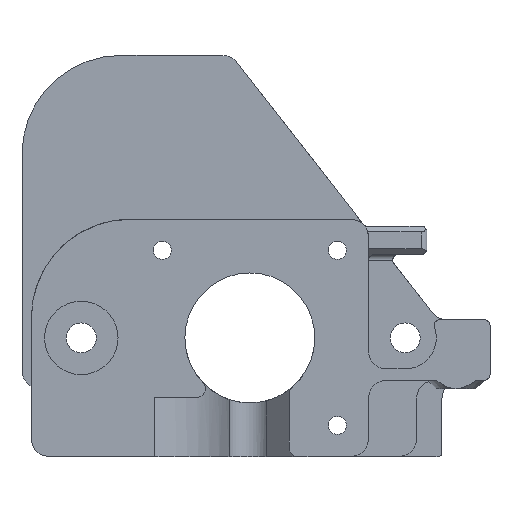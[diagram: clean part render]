
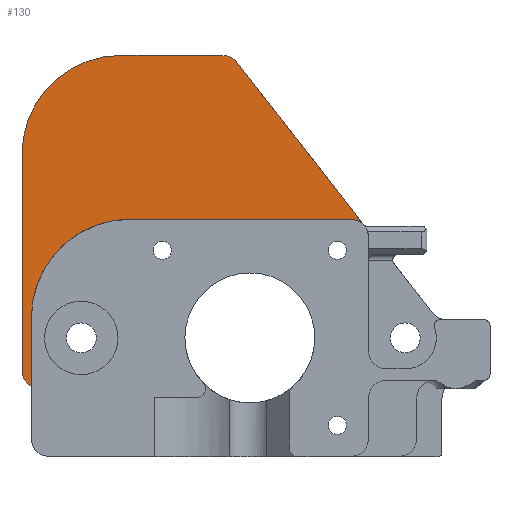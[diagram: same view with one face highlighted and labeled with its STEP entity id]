
A CAD part, front view. The second image highlights one B-rep face of the part: STEP entity #130.
In plain terms, the highlighted planar face has unit normal (0, -1, 0).
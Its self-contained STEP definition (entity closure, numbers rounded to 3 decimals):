
#57 = CARTESIAN_POINT ( 'NONE',  ( 30.314, 26., 141.061 ) ) ;
#66 = CARTESIAN_POINT ( 'NONE',  ( -25.234, 26., 115.2 ) ) ;
#130 = ADVANCED_FACE ( 'NONE', ( #5450 ), #7040, .F. ) ;
#272 = CARTESIAN_POINT ( 'NONE',  ( -30.084, 26., 104.85 ) ) ;
#328 = VECTOR ( 'NONE', #655, 1000. ) ;
#364 = AXIS2_PLACEMENT_3D ( 'NONE', #8404, #7086, #7713 ) ;
#386 = VERTEX_POINT ( 'NONE', #2630 ) ;
#397 = EDGE_CURVE ( 'NONE', #6717, #1856, #3866, .T. ) ;
#438 = CARTESIAN_POINT ( 'NONE',  ( -26.834, 26., 124.5 ) ) ;
#498 = VECTOR ( 'NONE', #6325, 1000. ) ;
#613 = EDGE_CURVE ( 'NONE', #1105, #4122, #8349, .T. ) ;
#655 = DIRECTION ( 'NONE',  ( 1., 0., 0. ) ) ;
#678 = AXIS2_PLACEMENT_3D ( 'NONE', #6387, #3151, #2575 ) ;
#819 = EDGE_CURVE ( 'NONE', #1389, #1856, #6507, .T. ) ;
#835 = DIRECTION ( 'NONE',  ( 0., 0., 1. ) ) ;
#974 = EDGE_CURVE ( 'NONE', #4122, #1389, #1208, .T. ) ;
#1003 = VERTEX_POINT ( 'NONE', #7334 ) ;
#1005 = CARTESIAN_POINT ( 'NONE',  ( 28.05, 26., 138.8 ) ) ;
#1013 = EDGE_CURVE ( 'NONE', #1003, #4736, #6703, .T. ) ;
#1105 = VERTEX_POINT ( 'NONE', #7501 ) ;
#1172 = DIRECTION ( 'NONE',  ( -1., 0., 0. ) ) ;
#1208 = CIRCLE ( 'NONE', #1996, 15.9 ) ;
#1285 = VERTEX_POINT ( 'NONE', #2737 ) ;
#1307 = CARTESIAN_POINT ( 'NONE',  ( -26.834, 26., 124.5 ) ) ;
#1350 = DIRECTION ( 'NONE',  ( 0., 1., 0. ) ) ;
#1389 = VERTEX_POINT ( 'NONE', #1307 ) ;
#1496 = CIRCLE ( 'NONE', #2967, 1. ) ;
#1550 = LINE ( 'NONE', #3332, #328 ) ;
#1647 = ORIENTED_EDGE ( 'NONE', *, *, #3798, .F. ) ;
#1656 = DIRECTION ( 'NONE',  ( 0., 0., 1. ) ) ;
#1682 = VECTOR ( 'NONE', #3494, 1000. ) ;
#1856 = VERTEX_POINT ( 'NONE', #6883 ) ;
#1958 = VERTEX_POINT ( 'NONE', #3344 ) ;
#1996 = AXIS2_PLACEMENT_3D ( 'NONE', #8030, #6093, #6754 ) ;
#2023 = DIRECTION ( 'NONE',  ( 0., 0., 1. ) ) ;
#2070 = VECTOR ( 'NONE', #2355, 1000. ) ;
#2117 = EDGE_CURVE ( 'NONE', #1285, #4614, #7655, .T. ) ;
#2133 = CARTESIAN_POINT ( 'NONE',  ( -12.584, 26., 170.99 ) ) ;
#2216 = EDGE_CURVE ( 'NONE', #6717, #5296, #4907, .T. ) ;
#2355 = DIRECTION ( 'NONE',  ( -1., 0., 0. ) ) ;
#2414 = ORIENTED_EDGE ( 'NONE', *, *, #5035, .T. ) ;
#2509 = ORIENTED_EDGE ( 'NONE', *, *, #1013, .F. ) ;
#2513 = VERTEX_POINT ( 'NONE', #57 ) ;
#2575 = DIRECTION ( 'NONE',  ( 0., 0., 1. ) ) ;
#2630 = CARTESIAN_POINT ( 'NONE',  ( 5.436, 26., 170.99 ) ) ;
#2661 = CIRCLE ( 'NONE', #7538, 3.2 ) ;
#2737 = CARTESIAN_POINT ( 'NONE',  ( 7.959, 26., 169.758 ) ) ;
#2756 = CARTESIAN_POINT ( 'NONE',  ( -12.584, 26., 153.49 ) ) ;
#2849 = ORIENTED_EDGE ( 'NONE', *, *, #4379, .F. ) ;
#2898 = CARTESIAN_POINT ( 'NONE',  ( -28.434, 26., 112. ) ) ;
#2967 = AXIS2_PLACEMENT_3D ( 'NONE', #7500, #7522, #5534 ) ;
#3151 = DIRECTION ( 'NONE',  ( 0., 1., 0. ) ) ;
#3252 = CARTESIAN_POINT ( 'NONE',  ( 30.411, 26., 140.976 ) ) ;
#3332 = CARTESIAN_POINT ( 'NONE',  ( 5.436, 26., 170.99 ) ) ;
#3344 = CARTESIAN_POINT ( 'NONE',  ( -30.084, 26., 115.2 ) ) ;
#3400 = DIRECTION ( 'NONE',  ( 0., 1., 0. ) ) ;
#3403 = LINE ( 'NONE', #272, #6719 ) ;
#3494 = DIRECTION ( 'NONE',  ( 0.615, 0., -0.788 ) ) ;
#3561 = VECTOR ( 'NONE', #4823, 1000. ) ;
#3697 = ORIENTED_EDGE ( 'NONE', *, *, #5263, .F. ) ;
#3793 = ORIENTED_EDGE ( 'NONE', *, *, #613, .F. ) ;
#3798 = EDGE_CURVE ( 'NONE', #1958, #1003, #3403, .T. ) ;
#3819 = CARTESIAN_POINT ( 'NONE',  ( -12.043, 26., 140.361 ) ) ;
#3866 = CIRCLE ( 'NONE', #7846, 3.2 ) ;
#3937 = ORIENTED_EDGE ( 'NONE', *, *, #2216, .F. ) ;
#3941 = ORIENTED_EDGE ( 'NONE', *, *, #8365, .T. ) ;
#4019 = AXIS2_PLACEMENT_3D ( 'NONE', #2756, #3400, #4050 ) ;
#4050 = DIRECTION ( 'NONE',  ( 0., 0., 1. ) ) ;
#4119 = VERTEX_POINT ( 'NONE', #5773 ) ;
#4122 = VERTEX_POINT ( 'NONE', #3819 ) ;
#4319 = CARTESIAN_POINT ( 'NONE',  ( 28.05, 26., 142. ) ) ;
#4379 = EDGE_CURVE ( 'NONE', #2513, #4119, #2661, .T. ) ;
#4445 = CIRCLE ( 'NONE', #364, 3.2 ) ;
#4513 = DIRECTION ( 'NONE',  ( 0., -1., 0. ) ) ;
#4614 = VERTEX_POINT ( 'NONE', #3252 ) ;
#4680 = ORIENTED_EDGE ( 'NONE', *, *, #397, .T. ) ;
#4736 = VERTEX_POINT ( 'NONE', #2133 ) ;
#4762 = CARTESIAN_POINT ( 'NONE',  ( 30.573, 26., 140.768 ) ) ;
#4823 = DIRECTION ( 'NONE',  ( -0.998, 0., -0.07 ) ) ;
#4907 = LINE ( 'NONE', #2898, #2070 ) ;
#5034 = EDGE_CURVE ( 'NONE', #4119, #1105, #5084, .T. ) ;
#5035 = EDGE_CURVE ( 'NONE', #1958, #5296, #7130, .T. ) ;
#5084 = LINE ( 'NONE', #4319, #7731 ) ;
#5112 = EDGE_CURVE ( 'NONE', #386, #1285, #4445, .T. ) ;
#5140 = ORIENTED_EDGE ( 'NONE', *, *, #5034, .F. ) ;
#5263 = EDGE_CURVE ( 'NONE', #4736, #386, #1550, .T. ) ;
#5296 = VERTEX_POINT ( 'NONE', #5369 ) ;
#5369 = CARTESIAN_POINT ( 'NONE',  ( -26.884, 26., 112. ) ) ;
#5450 = FACE_OUTER_BOUND ( 'NONE', #7140, .T. ) ;
#5464 = CARTESIAN_POINT ( 'NONE',  ( 37.531, 26., 143.828 ) ) ;
#5534 = DIRECTION ( 'NONE',  ( 0., 0., 1. ) ) ;
#5624 = DIRECTION ( 'NONE',  ( 0., -1., 0. ) ) ;
#5738 = DIRECTION ( 'NONE',  ( 0., 0., 1. ) ) ;
#5773 = CARTESIAN_POINT ( 'NONE',  ( 28.05, 26., 142. ) ) ;
#5927 = ORIENTED_EDGE ( 'NONE', *, *, #2117, .F. ) ;
#6093 = DIRECTION ( 'NONE',  ( 0., -1., 0. ) ) ;
#6325 = DIRECTION ( 'NONE',  ( 0., 0., -1. ) ) ;
#6387 = CARTESIAN_POINT ( 'NONE',  ( -25.234, 26., 104.85 ) ) ;
#6507 = LINE ( 'NONE', #438, #498 ) ;
#6703 = CIRCLE ( 'NONE', #4019, 17.5 ) ;
#6717 = VERTEX_POINT ( 'NONE', #8274 ) ;
#6719 = VECTOR ( 'NONE', #835, 1000. ) ;
#6754 = DIRECTION ( 'NONE',  ( -0.07, 0., 0.998 ) ) ;
#6819 = ORIENTED_EDGE ( 'NONE', *, *, #974, .F. ) ;
#6883 = CARTESIAN_POINT ( 'NONE',  ( -26.834, 26., 112.429 ) ) ;
#6956 = AXIS2_PLACEMENT_3D ( 'NONE', #7029, #4513, #5738 ) ;
#7029 = CARTESIAN_POINT ( 'NONE',  ( -26.884, 26., 115.2 ) ) ;
#7038 = ORIENTED_EDGE ( 'NONE', *, *, #5112, .F. ) ;
#7040 = PLANE ( 'NONE',  #678 ) ;
#7086 = DIRECTION ( 'NONE',  ( 0., 1., 0. ) ) ;
#7130 = CIRCLE ( 'NONE', #6956, 3.2 ) ;
#7140 = EDGE_LOOP ( 'NONE', ( #6819, #3793, #5140, #2849, #3941, #5927, #7038, #3697, #2509, #1647, #2414, #3937, #4680, #7444 ) ) ;
#7334 = CARTESIAN_POINT ( 'NONE',  ( -30.084, 26., 153.49 ) ) ;
#7444 = ORIENTED_EDGE ( 'NONE', *, *, #819, .F. ) ;
#7500 = CARTESIAN_POINT ( 'NONE',  ( 31.021, 26., 141.768 ) ) ;
#7501 = CARTESIAN_POINT ( 'NONE',  ( 11.392, 26., 142. ) ) ;
#7522 = DIRECTION ( 'NONE',  ( 0., -1., 0. ) ) ;
#7538 = AXIS2_PLACEMENT_3D ( 'NONE', #1005, #5624, #1656 ) ;
#7655 = LINE ( 'NONE', #4762, #1682 ) ;
#7713 = DIRECTION ( 'NONE',  ( 0., 0., -1. ) ) ;
#7731 = VECTOR ( 'NONE', #1172, 1000. ) ;
#7846 = AXIS2_PLACEMENT_3D ( 'NONE', #66, #1350, #2023 ) ;
#8030 = CARTESIAN_POINT ( 'NONE',  ( -10.934, 26., 124.5 ) ) ;
#8274 = CARTESIAN_POINT ( 'NONE',  ( -25.234, 26., 112. ) ) ;
#8349 = LINE ( 'NONE', #5464, #3561 ) ;
#8365 = EDGE_CURVE ( 'NONE', #2513, #4614, #1496, .T. ) ;
#8404 = CARTESIAN_POINT ( 'NONE',  ( 5.436, 26., 167.79 ) ) ;
